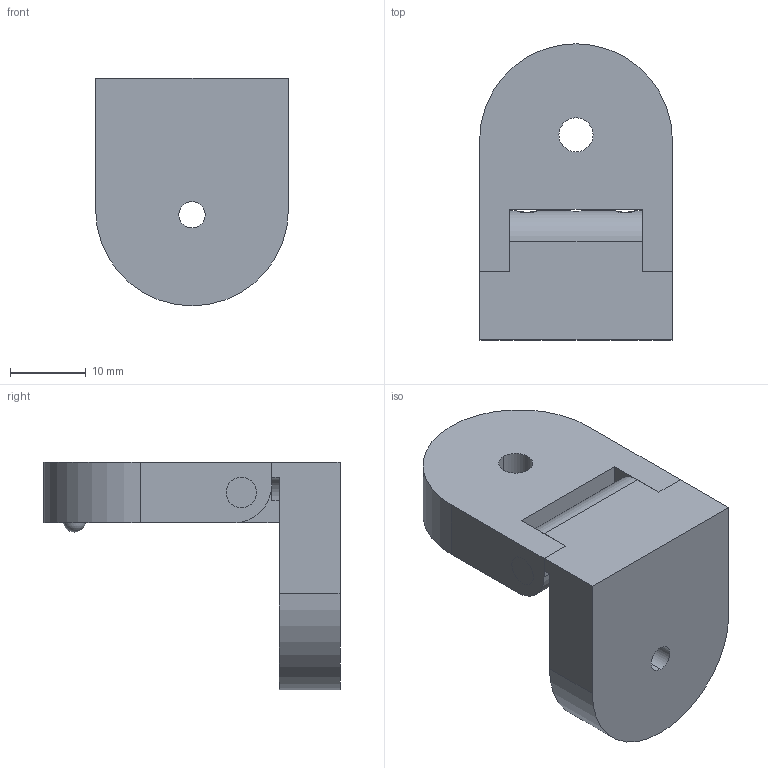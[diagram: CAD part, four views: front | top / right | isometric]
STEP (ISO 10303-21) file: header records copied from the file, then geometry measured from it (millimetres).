
FILE_DESCRIPTION (( 'STEP AP214' ), '1' );
FILE_NAME ('04FOM-2.STEP', '2018-11-08T06:45:12', ( '' ), ( '' ), 'SwSTEP 2.0', 'SolidWorks 2016', '' );
FILE_SCHEMA (( 'AUTOMOTIVE_DESIGN' ));
Length unit declared in the file: millimetre
Products named in the file (1): 04FOM-2
Bounding box: 25.4 x 39 x 30 mm (x, y, z)
Surface area: 5134.4 mm2 (no closed solid volume)
Topology: 0 solids, 4 shells, 56 faces, 173 edges, 121 vertices
Faces by surface type: cylinder 24, plane 22, sphere 10
Entity records: 2836 total; most frequent: CARTESIAN_POINT 631, DIRECTION 334, ORIENTED_EDGE 306, EDGE_CURVE 168, AXIS2_PLACEMENT_3D 127, VERTEX_POINT 118, LINE 80, VECTOR 80
